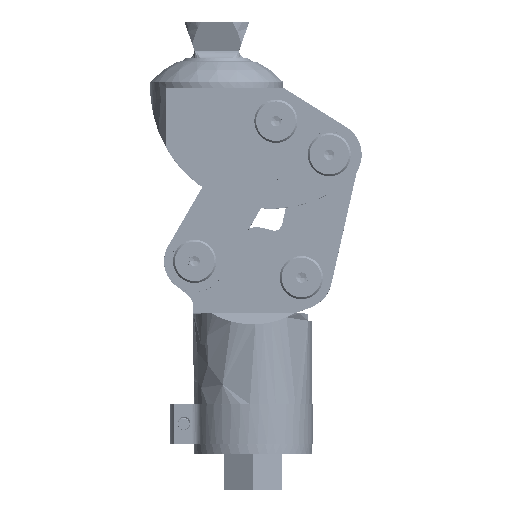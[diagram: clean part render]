
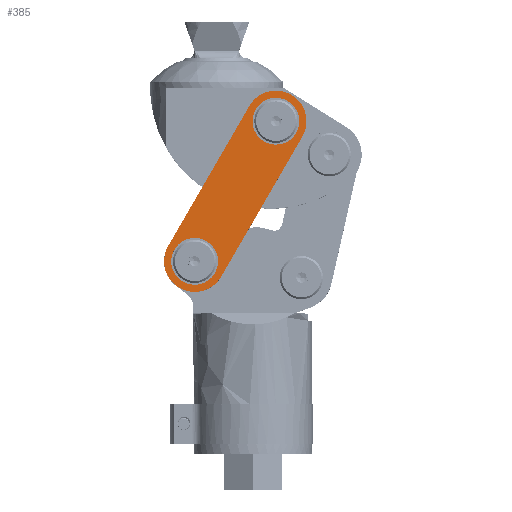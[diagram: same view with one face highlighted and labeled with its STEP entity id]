
A CAD part, top view. The second image highlights one B-rep face of the part: STEP entity #385.
In plain terms, the highlighted free-form (B-spline) face has degree [1, 1] with [2, 2] control points.
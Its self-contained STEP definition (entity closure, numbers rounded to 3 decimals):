
#22 = VERTEX_POINT('',#23);
#23 = CARTESIAN_POINT('',(22.849,128.634,
    25.052));
#41 = EDGE_CURVE('',#22,#22,#42,.T.);
#42 = ( BOUNDED_CURVE() B_SPLINE_CURVE(2,(#43,#44,#45,#46,#47,#48,#49),
.UNSPECIFIED.,.T.,.F.) B_SPLINE_CURVE_WITH_KNOTS((3,2,2,3),(
    3.142,5.236,7.33,9.425),
.PIECEWISE_BEZIER_KNOTS.) CURVE() GEOMETRIC_REPRESENTATION_ITEM() 
RATIONAL_B_SPLINE_CURVE((1.,0.5,1.,0.5,1.,0.5,1.)) REPRESENTATION_ITEM(
  '') );
#43 = CARTESIAN_POINT('',(22.849,128.634,
    25.052));
#44 = CARTESIAN_POINT('',(22.849,144.303,
    25.052));
#45 = CARTESIAN_POINT('',(36.418,136.469,
    25.052));
#46 = CARTESIAN_POINT('',(49.988,128.634,
    25.052));
#47 = CARTESIAN_POINT('',(36.418,120.8,
    25.052));
#48 = CARTESIAN_POINT('',(22.849,112.966,
    25.052));
#49 = CARTESIAN_POINT('',(22.849,128.634,
    25.052));
#97 = VERTEX_POINT('',#98);
#98 = CARTESIAN_POINT('',(-8.574,74.459,
    25.052));
#116 = EDGE_CURVE('',#97,#97,#117,.T.);
#117 = ( BOUNDED_CURVE() B_SPLINE_CURVE(2,(#118,#119,#120,#121,#122,#123
,#124),.UNSPECIFIED.,.T.,.F.) B_SPLINE_CURVE_WITH_KNOTS((3,2,2,3),(
    3.142,5.236,7.33,9.425),
.PIECEWISE_BEZIER_KNOTS.) CURVE() GEOMETRIC_REPRESENTATION_ITEM() 
RATIONAL_B_SPLINE_CURVE((1.,0.5,1.,0.5,1.,0.5,1.)) REPRESENTATION_ITEM(
  '') );
#118 = CARTESIAN_POINT('',(-8.574,74.459,
    25.052));
#119 = CARTESIAN_POINT('',(-8.574,90.128,
    25.052));
#120 = CARTESIAN_POINT('',(4.996,82.293,
    25.052));
#121 = CARTESIAN_POINT('',(18.565,74.459,
    25.052));
#122 = CARTESIAN_POINT('',(4.996,66.624,
    25.052));
#123 = CARTESIAN_POINT('',(-8.574,58.79,
    25.052));
#124 = CARTESIAN_POINT('',(-8.574,74.459,
    25.052));
#266 = VERTEX_POINT('',#267);
#267 = CARTESIAN_POINT('',(21.662,134.57,25.052
    ));
#272 = EDGE_CURVE('',#273,#266,#275,.T.);
#273 = VERTEX_POINT('',#274);
#274 = CARTESIAN_POINT('',(42.128,122.699,
    25.052));
#275 = ( BOUNDED_CURVE() B_SPLINE_CURVE(2,(#276,#277,#278,#279,#280),
.UNSPECIFIED.,.F.,.F.) B_SPLINE_CURVE_WITH_KNOTS((3,2,3),(0.,
1.571,3.142),.PIECEWISE_BEZIER_KNOTS.) CURVE() 
GEOMETRIC_REPRESENTATION_ITEM() RATIONAL_B_SPLINE_CURVE((1.,
0.707,1.,0.707,1.)) REPRESENTATION_ITEM('') );
#276 = CARTESIAN_POINT('',(42.128,122.699,
    25.052));
#277 = CARTESIAN_POINT('',(48.064,132.932,
    25.052));
#278 = CARTESIAN_POINT('',(37.83,138.868,
    25.052));
#279 = CARTESIAN_POINT('',(27.597,144.803,25.052)
  );
#280 = CARTESIAN_POINT('',(21.662,134.57,25.052
    ));
#309 = EDGE_CURVE('',#310,#273,#312,.T.);
#310 = VERTEX_POINT('',#311);
#311 = CARTESIAN_POINT('',(10.706,68.523,
    25.052));
#312 = B_SPLINE_CURVE_WITH_KNOTS('',1,(#313,#314),.UNSPECIFIED.,.F.,.F.,
  (2,2),(-33.75,11.25),.PIECEWISE_BEZIER_KNOTS.);
#313 = CARTESIAN_POINT('',(10.706,68.523,
    25.052));
#314 = CARTESIAN_POINT('',(42.128,122.699,
    25.052));
#340 = EDGE_CURVE('',#341,#310,#343,.T.);
#341 = VERTEX_POINT('',#342);
#342 = CARTESIAN_POINT('',(-9.761,80.394,
    25.052));
#343 = ( BOUNDED_CURVE() B_SPLINE_CURVE(2,(#344,#345,#346,#347,#348),
.UNSPECIFIED.,.F.,.F.) B_SPLINE_CURVE_WITH_KNOTS((3,2,3),(0.,
1.571,3.142),.PIECEWISE_BEZIER_KNOTS.) CURVE() 
GEOMETRIC_REPRESENTATION_ITEM() RATIONAL_B_SPLINE_CURVE((1.,
0.707,1.,0.707,1.)) REPRESENTATION_ITEM('') );
#344 = CARTESIAN_POINT('',(-9.761,80.394,
    25.052));
#345 = CARTESIAN_POINT('',(-15.696,70.161,
    25.052));
#346 = CARTESIAN_POINT('',(-5.463,64.226,
    25.052));
#347 = CARTESIAN_POINT('',(4.77,58.29,25.052
    ));
#348 = CARTESIAN_POINT('',(10.706,68.523,
    25.052));
#375 = EDGE_CURVE('',#266,#341,#376,.T.);
#376 = B_SPLINE_CURVE_WITH_KNOTS('',1,(#377,#378),.UNSPECIFIED.,.F.,.F.,
  (2,2),(-33.75,11.25),.PIECEWISE_BEZIER_KNOTS.);
#377 = CARTESIAN_POINT('',(21.662,134.57,25.052
    ));
#378 = CARTESIAN_POINT('',(-9.761,80.394,
    25.052));
#385 = ADVANCED_FACE('',(#386,#392,#395),#398,.T.);
#386 = FACE_BOUND('',#387,.T.);
#387 = EDGE_LOOP('',(#388,#389,#390,#391));
#388 = ORIENTED_EDGE('',*,*,#375,.T.);
#389 = ORIENTED_EDGE('',*,*,#340,.T.);
#390 = ORIENTED_EDGE('',*,*,#309,.T.);
#391 = ORIENTED_EDGE('',*,*,#272,.T.);
#392 = FACE_BOUND('',#393,.T.);
#393 = EDGE_LOOP('',(#394));
#394 = ORIENTED_EDGE('',*,*,#41,.T.);
#395 = FACE_BOUND('',#396,.T.);
#396 = EDGE_LOOP('',(#397));
#397 = ORIENTED_EDGE('',*,*,#116,.T.);
#398 = B_SPLINE_SURFACE_WITH_KNOTS('',1,1,(
    (#399,#400)
    ,(#401,#402
    )),.UNSPECIFIED.,.F.,.F.,.F.,(2,2),(2,2),(-19.789,
    19.789),(-27.963,27.963),
  .PIECEWISE_BEZIER_KNOTS.);
#399 = CARTESIAN_POINT('',(-11.358,62.629,
    25.052));
#400 = CARTESIAN_POINT('',(-11.358,140.464,
    25.052));
#401 = CARTESIAN_POINT('',(43.725,62.629,
    25.052));
#402 = CARTESIAN_POINT('',(43.725,140.464,
    25.052));
